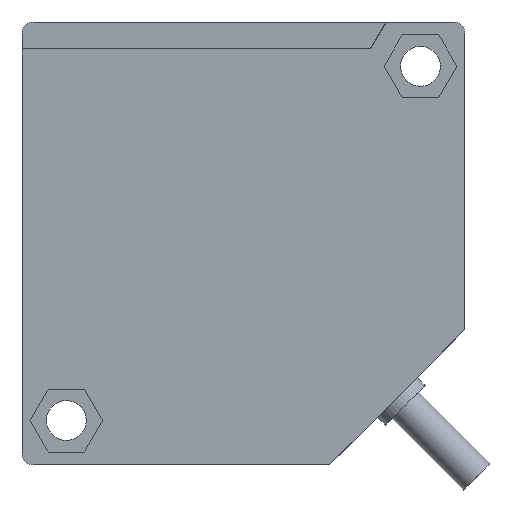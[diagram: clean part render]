
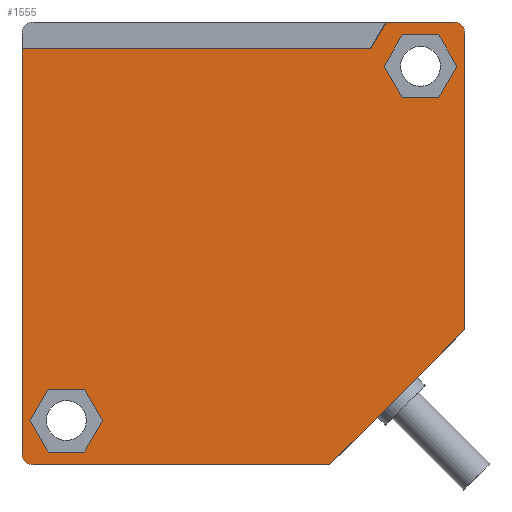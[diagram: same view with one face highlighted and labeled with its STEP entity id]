
A CAD part, front view. The second image highlights one B-rep face of the part: STEP entity #1555.
In plain terms, the highlighted planar face has unit normal (0, -1, 0).
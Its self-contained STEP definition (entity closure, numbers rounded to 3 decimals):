
#74=CARTESIAN_POINT('POS9',(-25.,-9.,48.73));
#75=DIRECTION('DIR14',(0.,0.,
   1.));
#76=VECTOR('VEC4',#75,25.4);
#77=LINE('STRAIGHT4',#74,#76);
#105=CARTESIAN_POINT('POS13',(23.73,-9.,50.));
#106=DIRECTION('DIR19',(1.,0.,
   0.));
#107=VECTOR('VEC7',#106,25.4);
#108=LINE('STRAIGHT7',#105,#107);
#121=CARTESIAN_POINT('POS15',(0.,-9.,25.)
   );
#122=DIRECTION('DIR21',(0.,-1.,0.));
#123=DIRECTION('DIR22',(1.,0.,0.));
#124=AXIS2_PLACEMENT_3D('AXIS7',#121,#122,#123);
#125=PLANE('PLANE3',#124);
#919=CARTESIAN_POINT('POINT63',(-17.947,-9.,
   8.556));
#920=VERTEX_POINT('VERTEX63',#919);
#927=CARTESIAN_POINT('POINT64',(-22.053,-9.,
   8.556));
#928=VERTEX_POINT('VERTEX64',#927);
#929=CARTESIAN_POINT('POS108',(-8.973,-9.,
   8.556));
#930=DIRECTION('DIR151',(1.,0.,
   0.));
#931=VECTOR('VEC65',#930,25.4);
#932=LINE('STRAIGHT65',#929,#931);
#933=EDGE_CURVE('EDGE88',#928,#920,#932,.T.);
#951=CARTESIAN_POINT('POINT65',(-24.106,-9.,
   5.));
#952=VERTEX_POINT('VERTEX65',#951);
#953=CARTESIAN_POINT('POS111',(-15.736,-9.,
   19.497));
#954=DIRECTION('DIR155',(0.5,0.,
   0.866));
#955=VECTOR('VEC67',#954,25.4);
#956=LINE('STRAIGHT67',#953,#955);
#957=EDGE_CURVE('EDGE90',#952,#928,#956,.T.);
#975=CARTESIAN_POINT('POINT66',(-22.053,-9.,
   1.444));
#976=VERTEX_POINT('VERTEX66',#975);
#977=CARTESIAN_POINT('POS114',(-25.423,-9.,
   7.281));
#978=DIRECTION('DIR159',(-0.5,0.,
   0.866));
#979=VECTOR('VEC69',#978,25.4);
#980=LINE('STRAIGHT69',#977,#979);
#981=EDGE_CURVE('EDGE92',#976,#952,#980,.T.);
#999=CARTESIAN_POINT('POINT67',(-17.947,-9.,
   1.444));
#1000=VERTEX_POINT('VERTEX67',#999);
#1001=CARTESIAN_POINT('POS117',(-11.027,-9.,
   1.444));
#1002=DIRECTION('DIR163',(-1.,0.,
   0.));
#1003=VECTOR('VEC71',#1002,25.4);
#1004=LINE('STRAIGHT71',#1001,#1003);
#1005=EDGE_CURVE('EDGE94',#1000,#976,#1004,.T.);
#1023=CARTESIAN_POINT('POINT68',(-15.894,-9.,
   5.));
#1024=VERTEX_POINT('VERTEX68',#1023);
#1025=CARTESIAN_POINT('POS120',(-10.604,-9.,
   14.163));
#1026=DIRECTION('DIR167',(-0.5,0.,
   -0.866));
#1027=VECTOR('VEC73',#1026,25.4);
#1028=LINE('STRAIGHT73',#1025,#1027);
#1029=EDGE_CURVE('EDGE96',#1024,#1000,#1028,.T.);
#1047=CARTESIAN_POINT('POS123',(-18.237,-9.,
   9.059));
#1048=DIRECTION('DIR171',(0.5,0.,
   -0.866));
#1049=VECTOR('VEC75',#1048,25.4);
#1050=LINE('STRAIGHT75',#1047,#1049);
#1051=EDGE_CURVE('EDGE98',#920,#1024,#1050,.T.);
#1206=CARTESIAN_POINT('POINT75',(25.,-9.,15.24));
#1207=VERTEX_POINT('VERTEX75',#1206);
#1224=CARTESIAN_POINT('POINT78',(25.,-9.,48.73));
#1225=VERTEX_POINT('VERTEX78',#1224);
#1232=CARTESIAN_POINT('POS146',(25.,-9.,1.27));
#1233=DIRECTION('DIR201',(0.,0.,
   -1.));
#1234=VECTOR('VEC91',#1233,25.4);
#1235=LINE('STRAIGHT91',#1232,#1234);
#1236=EDGE_CURVE('EDGE114',#1225,#1207,#1235,.T.);
#1246=CARTESIAN_POINT('POINT79',(23.73,-9.,
   50.));
#1247=VERTEX_POINT('VERTEX79',#1246);
#1248=CARTESIAN_POINT('POS148',(23.73,-9.,
   48.73));
#1249=DIRECTION('DIR204',(0.,1.,0.));
#1250=DIRECTION('DIR205',(1.,0.,
   0.));
#1251=AXIS2_PLACEMENT_3D('AXIS57',#1248,#1249,#1250);
#1252=CIRCLE('ELLIPSE17',#1251,1.27);
#1253=EDGE_CURVE('EDGE115',#1247,#1225,#1252,.T.);
#1281=CARTESIAN_POINT('POINT82',(16.13,-9.,50.)
   );
#1282=VERTEX_POINT('VERTEX82',#1281);
#1289=EDGE_CURVE('EDGE119',#1282,#1247,#108,.T.);
#1298=CARTESIAN_POINT('POINT83',(14.37,-9.,46.952));
#1299=VERTEX_POINT('VERTEX83',#1298);
#1306=CARTESIAN_POINT('POS154',(10.996,-9.,
   41.108));
#1307=DIRECTION('DIR213',(-0.5,0.,
   -0.866));
#1308=VECTOR('VEC95',#1307,25.4);
#1309=LINE('STRAIGHT95',#1306,#1308);
#1310=EDGE_CURVE('EDGE122',#1282,#1299,#1309,.T.);
#1343=CARTESIAN_POINT('POINT86',(-25.,-9.,46.952));
#1344=VERTEX_POINT('VERTEX86',#1343);
#1351=CARTESIAN_POINT('POS159',(-2.658,-9.,46.952));
#1352=DIRECTION('DIR219',(-1.,0.,0.));
#1353=VECTOR('VEC99',#1352,25.4);
#1354=LINE('STRAIGHT99',#1351,#1353);
#1355=EDGE_CURVE('EDGE127',#1299,#1344,#1354,.T.);
#1383=CARTESIAN_POINT('POINT88',(-25.,-9.,
   1.27));
#1384=VERTEX_POINT('VERTEX88',#1383);
#1391=EDGE_CURVE('EDGE130',#1384,#1344,#77,.T.);
#1396=CARTESIAN_POINT('POINT89',(-23.73,-9.,
   0.));
#1397=VERTEX_POINT('VERTEX89',#1396);
#1398=CARTESIAN_POINT('POS162',(-23.73,-9.,
   1.27));
#1399=DIRECTION('DIR223',(0.,1.,0.));
#1400=DIRECTION('DIR224',(-1.,0.,
   0.));
#1401=AXIS2_PLACEMENT_3D('AXIS62',#1398,#1399,#1400);
#1402=CIRCLE('ELLIPSE19',#1401,1.27);
#1403=EDGE_CURVE('EDGE131',#1397,#1384,#1402,.T.);
#1431=CARTESIAN_POINT('POINT92',(9.76,-9.,0.));
#1432=VERTEX_POINT('VERTEX92',#1431);
#1439=CARTESIAN_POINT('POS167',(-23.73,-9.,
   0.));
#1440=DIRECTION('DIR231',(-1.,0.,0.));
#1441=VECTOR('VEC103',#1440,25.4);
#1442=LINE('STRAIGHT103',#1439,#1441);
#1443=EDGE_CURVE('EDGE135',#1432,#1397,#1442,.T.);
#1465=CARTESIAN_POINT('POS170',(18.06,-9.,
   8.3));
#1466=DIRECTION('DIR235',(0.707,0.,
   0.707));
#1467=VECTOR('VEC105',#1466,25.4);
#1468=LINE('STRAIGHT105',#1465,#1467);
#1469=EDGE_CURVE('EDGE137',#1432,#1207,#1468,.T.);
#1486=ORIENTED_EDGE('COEDGE247',*,*,#1469,.T.);
#1487=ORIENTED_EDGE('COEDGE248',*,*,#1236,.F.);
#1488=ORIENTED_EDGE('COEDGE249',*,*,#1253,.F.);
#1489=ORIENTED_EDGE('COEDGE250',*,*,#1289,.F.);
#1490=ORIENTED_EDGE('COEDGE251',*,*,#1310,.T.);
#1491=ORIENTED_EDGE('COEDGE252',*,*,#1355,.T.);
#1492=ORIENTED_EDGE('COEDGE253',*,*,#1391,.F.);
#1493=ORIENTED_EDGE('COEDGE254',*,*,#1403,.F.);
#1494=ORIENTED_EDGE('COEDGE255',*,*,#1443,.F.);
#1495=EDGE_LOOP('NONE',(#1486,#1487,#1488,#1489,#1490,#1491,#1492,#1493,
   #1494));
#1496=FACE_BOUND('LOOP1',#1495,.T.);
#1497=ORIENTED_EDGE('COEDGE256',*,*,#1051,.T.);
#1498=ORIENTED_EDGE('COEDGE257',*,*,#1029,.T.);
#1499=ORIENTED_EDGE('COEDGE258',*,*,#1005,.T.);
#1500=ORIENTED_EDGE('COEDGE259',*,*,#981,.T.);
#1501=ORIENTED_EDGE('COEDGE260',*,*,#957,.T.);
#1502=ORIENTED_EDGE('COEDGE261',*,*,#933,.T.);
#1503=EDGE_LOOP('NONE',(#1497,#1498,#1499,#1500,#1501,#1502));
#1504=FACE_BOUND('LOOP1',#1503,.T.);
#1505=CARTESIAN_POINT('POINT93',(22.053,-9.,
   48.556));
#1506=VERTEX_POINT('VERTEX93',#1505);
#1507=CARTESIAN_POINT('POINT94',(24.106,-9.,
   45.));
#1508=VERTEX_POINT('VERTEX94',#1507);
#1509=CARTESIAN_POINT('POS173',(25.423,-9.,
   42.719));
#1510=DIRECTION('DIR239',(0.5,0.,
   -0.866));
#1511=VECTOR('VEC107',#1510,25.4);
#1512=LINE('STRAIGHT107',#1509,#1511);
#1513=EDGE_CURVE('EDGE139',#1506,#1508,#1512,.T.);
#1514=ORIENTED_EDGE('COEDGE262',*,*,#1513,.T.);
#1515=CARTESIAN_POINT('POINT95',(22.053,-9.,
   41.444));
#1516=VERTEX_POINT('VERTEX95',#1515);
#1517=CARTESIAN_POINT('POS174',(15.736,-9.,
   30.503));
#1518=DIRECTION('DIR240',(-0.5,0.,
   -0.866));
#1519=VECTOR('VEC108',#1518,25.4);
#1520=LINE('STRAIGHT108',#1517,#1519);
#1521=EDGE_CURVE('EDGE140',#1508,#1516,#1520,.T.);
#1522=ORIENTED_EDGE('COEDGE263',*,*,#1521,.T.);
#1523=CARTESIAN_POINT('POINT96',(17.947,-9.,
   41.444));
#1524=VERTEX_POINT('VERTEX96',#1523);
#1525=CARTESIAN_POINT('POS175',(8.973,-9.,
   41.444));
#1526=DIRECTION('DIR241',(-1.,0.,
   0.));
#1527=VECTOR('VEC109',#1526,25.4);
#1528=LINE('STRAIGHT109',#1525,#1527);
#1529=EDGE_CURVE('EDGE141',#1516,#1524,#1528,.T.);
#1530=ORIENTED_EDGE('COEDGE264',*,*,#1529,.T.);
#1531=CARTESIAN_POINT('POINT97',(15.894,-9.,
   45.));
#1532=VERTEX_POINT('VERTEX97',#1531);
#1533=CARTESIAN_POINT('POS176',(18.237,-9.,
   40.941));
#1534=DIRECTION('DIR242',(-0.5,0.,
   0.866));
#1535=VECTOR('VEC110',#1534,25.4);
#1536=LINE('STRAIGHT110',#1533,#1535);
#1537=EDGE_CURVE('EDGE142',#1524,#1532,#1536,.T.);
#1538=ORIENTED_EDGE('COEDGE265',*,*,#1537,.T.);
#1539=CARTESIAN_POINT('POINT98',(17.947,-9.,
   48.556));
#1540=VERTEX_POINT('VERTEX98',#1539);
#1541=CARTESIAN_POINT('POS177',(10.604,-9.,
   35.837));
#1542=DIRECTION('DIR243',(0.5,0.,
   0.866));
#1543=VECTOR('VEC111',#1542,25.4);
#1544=LINE('STRAIGHT111',#1541,#1543);
#1545=EDGE_CURVE('EDGE143',#1532,#1540,#1544,.T.);
#1546=ORIENTED_EDGE('COEDGE266',*,*,#1545,.T.);
#1547=CARTESIAN_POINT('POS178',(11.027,-9.,
   48.556));
#1548=DIRECTION('DIR244',(1.,0.,
   0.));
#1549=VECTOR('VEC112',#1548,25.4);
#1550=LINE('STRAIGHT112',#1547,#1549);
#1551=EDGE_CURVE('EDGE144',#1540,#1506,#1550,.T.);
#1552=ORIENTED_EDGE('COEDGE267',*,*,#1551,.T.);
#1553=EDGE_LOOP('NONE',(#1514,#1522,#1530,#1538,#1546,#1552));
#1554=FACE_BOUND('LOOP1',#1553,.T.);
#1555=ADVANCED_FACE('FACE52',(#1496,#1504,#1554),#125,.T.);
